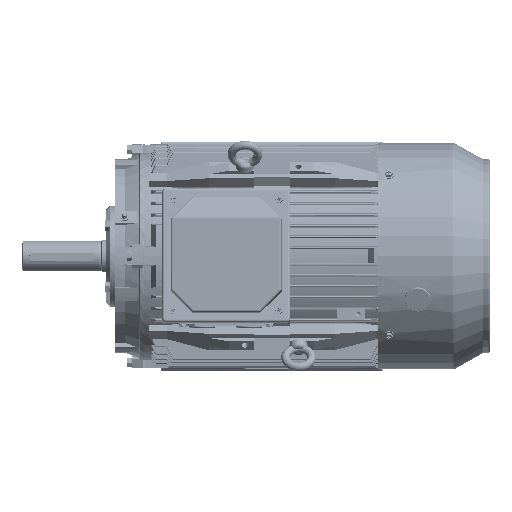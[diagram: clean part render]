
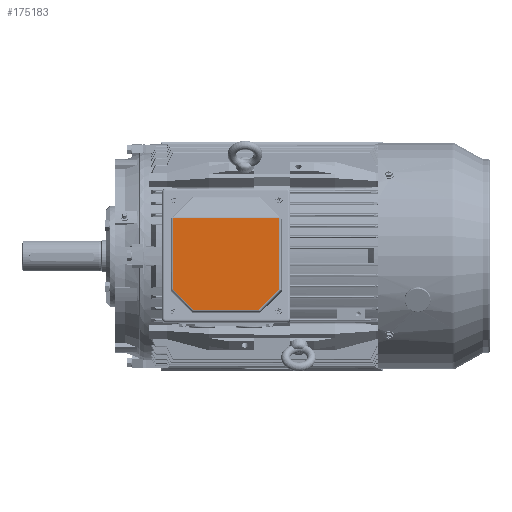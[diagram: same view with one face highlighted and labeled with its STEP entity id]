
A CAD part, top view. The second image highlights one B-rep face of the part: STEP entity #175183.
In plain terms, the highlighted face is planar.
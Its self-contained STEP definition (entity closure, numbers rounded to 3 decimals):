
#90276 = DIRECTION ( 'NONE',  ( 0.985, 0., 0.174 ) ) ;
#90277 = DIRECTION ( 'NONE',  ( -0.174, 0., 0.985 ) ) ;
#90278 = AXIS2_PLACEMENT_3D ( 'NONE', #90279, #90277, #90276 ) ;
#90279 = CARTESIAN_POINT ( 'NONE',  ( 81.5, 76.5, -11.471 ) ) ;
#90280 = PLANE ( 'NONE',  #90278 ) ;
#90285 = FACE_OUTER_BOUND ( 'NONE', #175186, .T. ) ;
#90295 = CARTESIAN_POINT ( 'NONE',  ( -45.825, 73.5, -33.922 ) ) ;
#90296 = DIRECTION ( 'NONE',  ( 0., 1., 0. ) ) ;
#90297 = VECTOR ( 'NONE', #90296, 1000. ) ;
#90298 = CARTESIAN_POINT ( 'NONE',  ( -45.825, 74.5, -33.922 ) ) ;
#90299 = LINE ( 'NONE', #90298, #90297 ) ;
#90316 = CARTESIAN_POINT ( 'NONE',  ( -45.825, -73.5, -33.922 ) ) ;
#90317 = CARTESIAN_POINT ( 'NONE',  ( 50.778, -73.5, -16.888 ) ) ;
#90319 = DIRECTION ( 'NONE',  ( -0.985, 0., -0.174 ) ) ;
#90320 = VECTOR ( 'NONE', #90319, 1000. ) ;
#90321 = CARTESIAN_POINT ( 'NONE',  ( 81.5, -73.5, -11.471 ) ) ;
#90322 = LINE ( 'NONE', #90321, #90320 ) ;
#90345 = CARTESIAN_POINT ( 'NONE',  ( 50.778, 73.5, -16.888 ) ) ;
#90347 = DIRECTION ( 'NONE',  ( 0.985, 0., 0.174 ) ) ;
#90348 = VECTOR ( 'NONE', #90347, 1000. ) ;
#90349 = CARTESIAN_POINT ( 'NONE',  ( 51.5, 73.5, -16.761 ) ) ;
#90350 = LINE ( 'NONE', #90349, #90348 ) ;
#90374 = DIRECTION ( 'NONE',  ( -0.702, -0.702, -0.124 ) ) ;
#90375 = VECTOR ( 'NONE', #90374, 1000. ) ;
#90376 = CARTESIAN_POINT ( 'NONE',  ( 49.668, -74.611, -17.084 ) ) ;
#90377 = LINE ( 'NONE', #90376, #90375 ) ;
#90379 = CARTESIAN_POINT ( 'NONE',  ( 79.021, -45.257, -11.908 ) ) ;
#90381 = DIRECTION ( 'NONE',  ( 0., -1., 0. ) ) ;
#90382 = VECTOR ( 'NONE', #90381, 1000. ) ;
#90383 = CARTESIAN_POINT ( 'NONE',  ( 79.021, 76.5, -11.908 ) ) ;
#90384 = LINE ( 'NONE', #90383, #90382 ) ;
#90488 = CARTESIAN_POINT ( 'NONE',  ( 79.021, 45.257, -11.908 ) ) ;
#90490 = DIRECTION ( 'NONE',  ( 0.702, -0.702, 0.124 ) ) ;
#90491 = VECTOR ( 'NONE', #90490, 1000. ) ;
#90492 = CARTESIAN_POINT ( 'NONE',  ( 79.668, 44.611, -11.794 ) ) ;
#90493 = LINE ( 'NONE', #90492, #90491 ) ;
#175183 = ADVANCED_FACE ( 'NONE', ( #90285 ), #90280, .F. ) ;
#175186 = EDGE_LOOP ( 'NONE', ( #175196, #175219, #175234, #175244, #175256, #175277 ) ) ;
#175196 = ORIENTED_EDGE ( 'NONE', *, *, #175203, .T. ) ;
#175203 = EDGE_CURVE ( 'NONE', #175205, #175209, #90322, .T. ) ;
#175205 = VERTEX_POINT ( 'NONE', #90317 ) ;
#175209 = VERTEX_POINT ( 'NONE', #90316 ) ;
#175219 = ORIENTED_EDGE ( 'NONE', *, *, #175225, .T. ) ;
#175225 = EDGE_CURVE ( 'NONE', #175209, #175227, #90299, .T. ) ;
#175227 = VERTEX_POINT ( 'NONE', #90295 ) ;
#175234 = ORIENTED_EDGE ( 'NONE', *, *, #175238, .T. ) ;
#175238 = EDGE_CURVE ( 'NONE', #175227, #175243, #90350, .T. ) ;
#175243 = VERTEX_POINT ( 'NONE', #90345 ) ;
#175244 = ORIENTED_EDGE ( 'NONE', *, *, #175396, .T. ) ;
#175256 = ORIENTED_EDGE ( 'NONE', *, *, #175265, .T. ) ;
#175265 = EDGE_CURVE ( 'NONE', #175405, #175273, #90384, .T. ) ;
#175273 = VERTEX_POINT ( 'NONE', #90379 ) ;
#175277 = ORIENTED_EDGE ( 'NONE', *, *, #175282, .T. ) ;
#175282 = EDGE_CURVE ( 'NONE', #175273, #175205, #90377, .T. ) ;
#175396 = EDGE_CURVE ( 'NONE', #175243, #175405, #90493, .T. ) ;
#175405 = VERTEX_POINT ( 'NONE', #90488 ) ;
